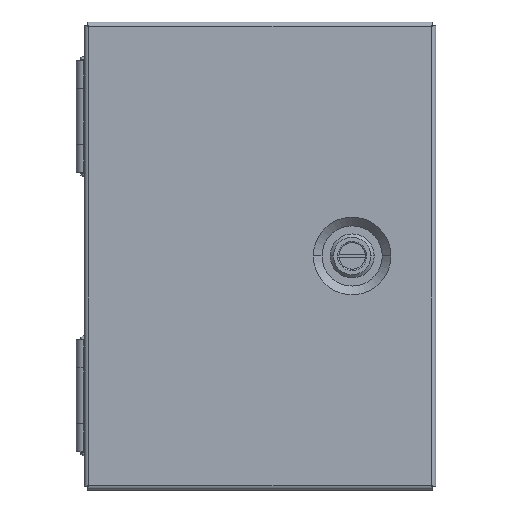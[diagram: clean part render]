
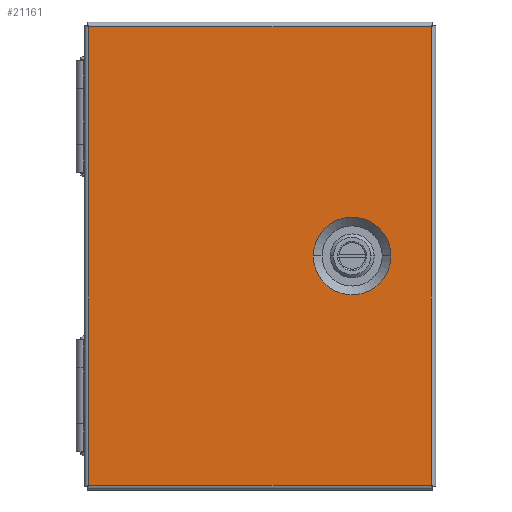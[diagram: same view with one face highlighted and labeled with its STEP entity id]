
A CAD part, top view. The second image highlights one B-rep face of the part: STEP entity #21161.
In plain terms, the highlighted planar face has unit normal (0, 0, 1).
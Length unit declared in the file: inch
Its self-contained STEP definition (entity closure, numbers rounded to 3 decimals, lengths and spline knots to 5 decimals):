
#329 = CIRCLE ( 'NONE', #15053, 0.69489 ) ;
#646 = CARTESIAN_POINT ( 'NONE',  ( 3.0425, -4.104, 4.118 ) ) ;
#958 = VERTEX_POINT ( 'NONE', #1989 ) ;
#1363 = CARTESIAN_POINT ( 'NONE',  ( 3.0425, -4.104, 4.118 ) ) ;
#1989 = CARTESIAN_POINT ( 'NONE',  ( 2.32339, 0., 4.118 ) ) ;
#2071 = ORIENTED_EDGE ( 'NONE', *, *, #7265, .T. ) ;
#3223 = VECTOR ( 'NONE', #4985, 39.37008 ) ;
#3250 = CARTESIAN_POINT ( 'NONE',  ( 3.0425, -4.104, 4.118 ) ) ;
#3872 = CARTESIAN_POINT ( 'NONE',  ( -3.0855, -4.104, 4.118 ) ) ;
#4462 = DIRECTION ( 'NONE',  ( 0., 1., 0. ) ) ;
#4780 = FACE_BOUND ( 'NONE', #16724, .T. ) ;
#4824 = AXIS2_PLACEMENT_3D ( 'NONE', #23661, #9078, #16251 ) ;
#4985 = DIRECTION ( 'NONE',  ( -1., 0., 0. ) ) ;
#5192 = VECTOR ( 'NONE', #4462, 39.37008 ) ;
#5252 = VERTEX_POINT ( 'NONE', #10046 ) ;
#5274 = LINE ( 'NONE', #1363, #19389 ) ;
#5753 = DIRECTION ( 'NONE',  ( 0., -1., 0. ) ) ;
#6048 = VERTEX_POINT ( 'NONE', #3250 ) ;
#6797 = DIRECTION ( 'NONE',  ( 1., 0., 0. ) ) ;
#7265 = EDGE_CURVE ( 'NONE', #958, #17339, #10687, .T. ) ;
#7360 = DIRECTION ( 'NONE',  ( 1., 0., 0. ) ) ;
#7707 = LINE ( 'NONE', #3872, #21747 ) ;
#8692 = CARTESIAN_POINT ( 'NONE',  ( 0.93361, 0., 4.118 ) ) ;
#8941 = VERTEX_POINT ( 'NONE', #13343 ) ;
#8978 = CARTESIAN_POINT ( 'NONE',  ( 1.6285, 0., 4.118 ) ) ;
#9078 = DIRECTION ( 'NONE',  ( 0., 0., 1. ) ) ;
#9362 = EDGE_CURVE ( 'NONE', #8941, #5252, #7707, .T. ) ;
#9993 = FACE_OUTER_BOUND ( 'NONE', #14045, .T. ) ;
#10046 = CARTESIAN_POINT ( 'NONE',  ( -3.0855, -4.104, 4.118 ) ) ;
#10445 = EDGE_CURVE ( 'NONE', #5252, #6048, #5274, .T. ) ;
#10687 = CIRCLE ( 'NONE', #22272, 0.69489 ) ;
#12411 = CARTESIAN_POINT ( 'NONE',  ( 3.0425, 4.104, 4.118 ) ) ;
#12671 = PLANE ( 'NONE',  #4824 ) ;
#12675 = EDGE_CURVE ( 'NONE', #17339, #958, #329, .T. ) ;
#13343 = CARTESIAN_POINT ( 'NONE',  ( -3.0855, 4.104, 4.118 ) ) ;
#13763 = ORIENTED_EDGE ( 'NONE', *, *, #21325, .T. ) ;
#14045 = EDGE_LOOP ( 'NONE', ( #15898, #18820, #15913, #13763 ) ) ;
#14174 = DIRECTION ( 'NONE',  ( 0., 0., -1. ) ) ;
#15053 = AXIS2_PLACEMENT_3D ( 'NONE', #17280, #14174, #23235 ) ;
#15637 = CARTESIAN_POINT ( 'NONE',  ( 3.0425, 4.104, 4.118 ) ) ;
#15898 = ORIENTED_EDGE ( 'NONE', *, *, #18112, .T. ) ;
#15913 = ORIENTED_EDGE ( 'NONE', *, *, #10445, .T. ) ;
#16251 = DIRECTION ( 'NONE',  ( 1., 0., 0. ) ) ;
#16724 = EDGE_LOOP ( 'NONE', ( #2071, #22090 ) ) ;
#17280 = CARTESIAN_POINT ( 'NONE',  ( 1.6285, 0., 4.118 ) ) ;
#17339 = VERTEX_POINT ( 'NONE', #8692 ) ;
#18112 = EDGE_CURVE ( 'NONE', #19151, #8941, #23658, .T. ) ;
#18820 = ORIENTED_EDGE ( 'NONE', *, *, #9362, .T. ) ;
#19151 = VERTEX_POINT ( 'NONE', #15637 ) ;
#19389 = VECTOR ( 'NONE', #6797, 39.37008 ) ;
#19876 = DIRECTION ( 'NONE',  ( 0., 0., -1. ) ) ;
#20156 = LINE ( 'NONE', #646, #5192 ) ;
#21161 = ADVANCED_FACE ( 'NONE', ( #4780, #9993 ), #12671, .T. ) ;
#21325 = EDGE_CURVE ( 'NONE', #6048, #19151, #20156, .T. ) ;
#21747 = VECTOR ( 'NONE', #5753, 39.37008 ) ;
#22090 = ORIENTED_EDGE ( 'NONE', *, *, #12675, .T. ) ;
#22272 = AXIS2_PLACEMENT_3D ( 'NONE', #8978, #19876, #7360 ) ;
#23235 = DIRECTION ( 'NONE',  ( 1., 0., 0. ) ) ;
#23658 = LINE ( 'NONE', #12411, #3223 ) ;
#23661 = CARTESIAN_POINT ( 'NONE',  ( 3.0425, -4.104, 4.118 ) ) ;
